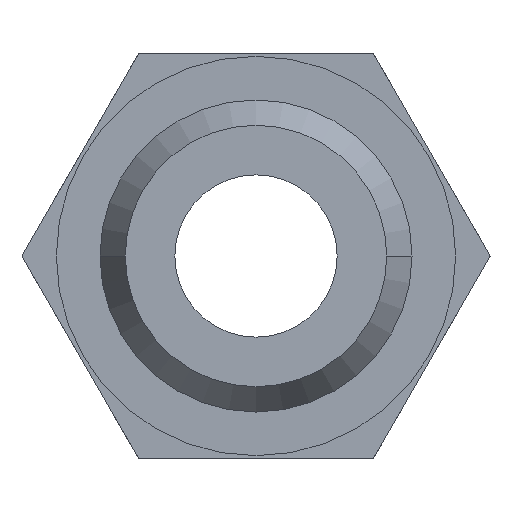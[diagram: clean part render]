
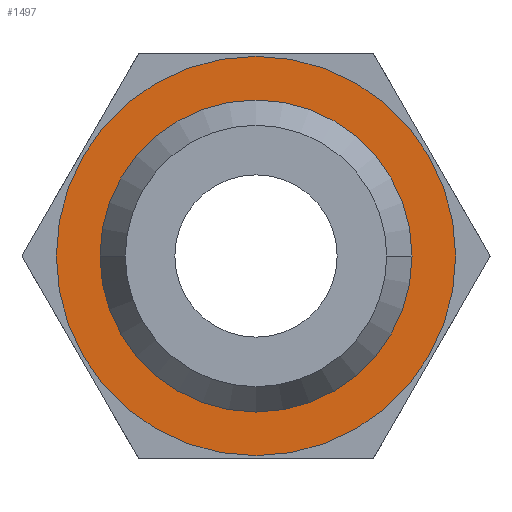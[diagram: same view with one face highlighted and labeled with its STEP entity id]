
A CAD part, front view. The second image highlights one B-rep face of the part: STEP entity #1497.
In plain terms, the highlighted planar face has unit normal (0, -1, 0).
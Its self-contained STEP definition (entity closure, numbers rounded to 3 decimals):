
#51=CARTESIAN_POINT('',(6.4,5.5,0.0));
#52=VERTEX_POINT('',#51);
#68=CARTESIAN_POINT('',(-6.4,5.5,0.));
#69=VERTEX_POINT('',#68);
#76=CARTESIAN_POINT('',(0.0,5.5,0.0));
#77=DIRECTION('',(0.0,-1.0,0.0));
#78=DIRECTION('',(1.0,0.0,0.0));
#79=AXIS2_PLACEMENT_3D('',#76,#77,#78);
#80=CIRCLE('',#79,6.4);
#81=EDGE_CURVE('',#52,#69,#80,.T.);
#469=CARTESIAN_POINT('',(5.0,5.5,0.0));
#470=VERTEX_POINT('',#469);
#479=CARTESIAN_POINT('',(-5.0,5.5,0.));
#480=VERTEX_POINT('',#479);
#481=CARTESIAN_POINT('',(0.0,5.5,0.0));
#482=DIRECTION('',(0.0,-1.0,0.0));
#483=DIRECTION('',(1.0,0.0,0.0));
#484=AXIS2_PLACEMENT_3D('',#481,#482,#483);
#485=CIRCLE('',#484,5.0);
#486=EDGE_CURVE('',#470,#480,#485,.T.);
#678=CARTESIAN_POINT('',(0.0,5.5,0.0));
#679=DIRECTION('',(0.0,-1.0,0.0));
#680=DIRECTION('',(1.0,0.0,0.0));
#681=AXIS2_PLACEMENT_3D('',#678,#679,#680);
#682=CIRCLE('',#681,5.0);
#683=EDGE_CURVE('',#480,#470,#682,.T.);
#1472=CARTESIAN_POINT('',(0.0,5.5,0.0));
#1473=DIRECTION('',(0.0,-1.0,0.0));
#1474=DIRECTION('',(1.0,0.0,0.0));
#1475=AXIS2_PLACEMENT_3D('',#1472,#1473,#1474);
#1476=CIRCLE('',#1475,6.4);
#1477=EDGE_CURVE('',#69,#52,#1476,.T.);
#1484=CARTESIAN_POINT('',(5.7,5.5,0.0));
#1485=DIRECTION('',(0.0,-1.0,0.0));
#1486=DIRECTION('',(0.0,0.0,-1.0));
#1487=AXIS2_PLACEMENT_3D('',#1484,#1485,#1486);
#1488=PLANE('',#1487);
#1489=ORIENTED_EDGE('',*,*,#81,.T.);
#1490=ORIENTED_EDGE('',*,*,#1477,.T.);
#1491=EDGE_LOOP('',(#1489,#1490));
#1492=FACE_OUTER_BOUND('',#1491,.T.);
#1493=ORIENTED_EDGE('',*,*,#486,.F.);
#1494=ORIENTED_EDGE('',*,*,#683,.F.);
#1495=EDGE_LOOP('',(#1493,#1494));
#1496=FACE_BOUND('',#1495,.T.);
#1497=ADVANCED_FACE('',(#1492,#1496),#1488,.T.);
